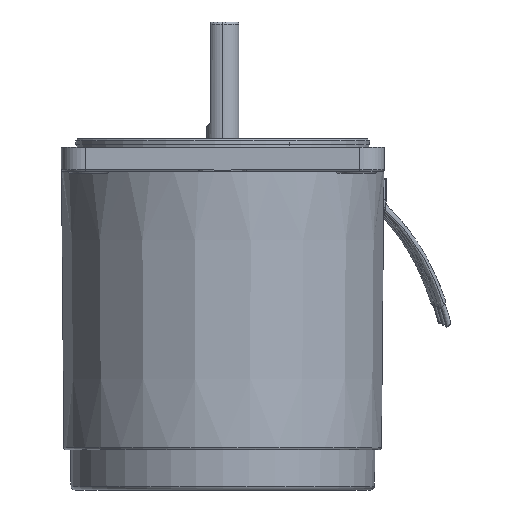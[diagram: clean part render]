
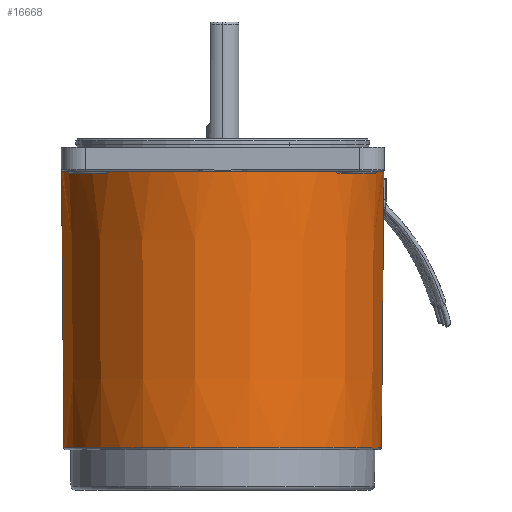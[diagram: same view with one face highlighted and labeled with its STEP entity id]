
A CAD part, left-side view. The second image highlights one B-rep face of the part: STEP entity #16668.
In plain terms, the highlighted conical face has half-angle 0.5 degrees and reference radius 39.35 mm.
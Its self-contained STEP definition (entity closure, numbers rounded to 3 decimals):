
#4041 = VECTOR ( 'NONE', #4062, 1000. ) ;
#4049 = CARTESIAN_POINT ( 'NONE',  ( 39.35, 0., -74.504 ) ) ;
#4050 = CARTESIAN_POINT ( 'NONE',  ( 0., 0., -6. ) ) ;
#4051 = AXIS2_PLACEMENT_3D ( 'NONE', #4050, #4066, #4065 ) ;
#4058 = LINE ( 'NONE', #4049, #4041 ) ;
#4062 = DIRECTION ( 'NONE',  ( 0.009, 0., 1. ) ) ;
#4065 = DIRECTION ( 'NONE',  ( 1., 0., 0. ) ) ;
#4066 = DIRECTION ( 'NONE',  ( 0., 0., 1. ) ) ;
#4079 = CIRCLE ( 'NONE', #4051, 39.948 ) ;
#4179 = CARTESIAN_POINT ( 'NONE',  ( -39.948, 0., -6. ) ) ;
#4276 = CARTESIAN_POINT ( 'NONE',  ( 5.964, 39.5, -6. ) ) ;
#4303 = DIRECTION ( 'NONE',  ( 1., 0., 0. ) ) ;
#4304 = DIRECTION ( 'NONE',  ( 0., 0., 1. ) ) ;
#4305 = CARTESIAN_POINT ( 'NONE',  ( 0., 0., -6. ) ) ;
#4306 = AXIS2_PLACEMENT_3D ( 'NONE', #4305, #4304, #4303 ) ;
#4307 = CIRCLE ( 'NONE', #4306, 39.948 ) ;
#4316 = CARTESIAN_POINT ( 'NONE',  ( 39.5, 5.964, -6. ) ) ;
#4317 = CARTESIAN_POINT ( 'NONE',  ( 39.948, 0., -6. ) ) ;
#4331 = CARTESIAN_POINT ( 'NONE',  ( 0., 0., -6. ) ) ;
#4332 = AXIS2_PLACEMENT_3D ( 'NONE', #4391, #4390, #4389 ) ;
#4333 = DIRECTION ( 'NONE',  ( 1., 0., 0. ) ) ;
#4334 = DIRECTION ( 'NONE',  ( 0., 0., 1. ) ) ;
#4335 = AXIS2_PLACEMENT_3D ( 'NONE', #4387, #4386, #4385 ) ;
#4337 = CARTESIAN_POINT ( 'NONE',  ( 39.35, 0., -74.504 ) ) ;
#4338 = VECTOR ( 'NONE', #4393, 1000. ) ;
#4339 = CARTESIAN_POINT ( 'NONE',  ( -39.35, 0., -74.504 ) ) ;
#4340 = CIRCLE ( 'NONE', #4332, 39.35 ) ;
#4341 = CIRCLE ( 'NONE', #4384, 39.948 ) ;
#4342 = AXIS2_PLACEMENT_3D ( 'NONE', #4360, #4334, #4333 ) ;
#4348 = CARTESIAN_POINT ( 'NONE',  ( -39.5, 5.964, -6. ) ) ;
#4349 = DIRECTION ( 'NONE',  ( 1., 0., 0. ) ) ;
#4350 = DIRECTION ( 'NONE',  ( 0., 0., 1. ) ) ;
#4351 = CARTESIAN_POINT ( 'NONE',  ( 0., 0., -6. ) ) ;
#4352 = AXIS2_PLACEMENT_3D ( 'NONE', #4351, #4350, #4349 ) ;
#4353 = FACE_OUTER_BOUND ( 'NONE', #16678, .T. ) ;
#4354 = CARTESIAN_POINT ( 'NONE',  ( -5.964, 39.5, -6. ) ) ;
#4355 = CARTESIAN_POINT ( 'NONE',  ( -39.35, 0., -74.504 ) ) ;
#4356 = CONICAL_SURFACE ( 'NONE', #4342, 39.35, 0.009 ) ;
#4357 = LINE ( 'NONE', #4339, #4338 ) ;
#4359 = CIRCLE ( 'NONE', #4352, 39.948 ) ;
#4360 = CARTESIAN_POINT ( 'NONE',  ( 0., 0., -74.504 ) ) ;
#4381 = DIRECTION ( 'NONE',  ( 1., 0., 0. ) ) ;
#4382 = DIRECTION ( 'NONE',  ( 0., 0., 1. ) ) ;
#4384 = AXIS2_PLACEMENT_3D ( 'NONE', #4331, #4382, #4381 ) ;
#4385 = DIRECTION ( 'NONE',  ( 1., 0., 0. ) ) ;
#4386 = DIRECTION ( 'NONE',  ( 0., 0., 1. ) ) ;
#4387 = CARTESIAN_POINT ( 'NONE',  ( 0., 0., -6. ) ) ;
#4389 = DIRECTION ( 'NONE',  ( 1., 0., 0. ) ) ;
#4390 = DIRECTION ( 'NONE',  ( 0., 0., 1. ) ) ;
#4391 = CARTESIAN_POINT ( 'NONE',  ( 0., 0., -74.504 ) ) ;
#4392 = CIRCLE ( 'NONE', #4335, 39.948 ) ;
#4393 = DIRECTION ( 'NONE',  ( -0.009, 0., 1. ) ) ;
#16597 = VERTEX_POINT ( 'NONE', #4179 ) ;
#16600 = ORIENTED_EDGE ( 'NONE', *, *, #16670, .T. ) ;
#16607 = ORIENTED_EDGE ( 'NONE', *, *, #16671, .T. ) ;
#16632 = VERTEX_POINT ( 'NONE', #4276 ) ;
#16650 = VERTEX_POINT ( 'NONE', #4317 ) ;
#16651 = VERTEX_POINT ( 'NONE', #4316 ) ;
#16652 = ORIENTED_EDGE ( 'NONE', *, *, #16672, .F. ) ;
#16653 = EDGE_CURVE ( 'NONE', #16632, #16664, #4307, .T. ) ;
#16655 = EDGE_CURVE ( 'NONE', #16676, #16650, #4058, .T. ) ;
#16656 = EDGE_CURVE ( 'NONE', #16651, #16632, #4079, .T. ) ;
#16658 = ORIENTED_EDGE ( 'NONE', *, *, #16655, .F. ) ;
#16659 = EDGE_CURVE ( 'NONE', #16650, #16651, #4359, .T. ) ;
#16661 = ORIENTED_EDGE ( 'NONE', *, *, #16659, .F. ) ;
#16663 = VERTEX_POINT ( 'NONE', #4355 ) ;
#16664 = VERTEX_POINT ( 'NONE', #4354 ) ;
#16666 = ORIENTED_EDGE ( 'NONE', *, *, #16653, .F. ) ;
#16668 = ADVANCED_FACE ( 'NONE', ( #4353 ), #4356, .T. ) ;
#16669 = VERTEX_POINT ( 'NONE', #4348 ) ;
#16670 = EDGE_CURVE ( 'NONE', #16663, #16597, #4357, .T. ) ;
#16671 = EDGE_CURVE ( 'NONE', #16676, #16663, #4340, .T. ) ;
#16672 = EDGE_CURVE ( 'NONE', #16664, #16669, #4392, .T. ) ;
#16673 = EDGE_CURVE ( 'NONE', #16669, #16597, #4341, .T. ) ;
#16674 = ORIENTED_EDGE ( 'NONE', *, *, #16656, .F. ) ;
#16675 = ORIENTED_EDGE ( 'NONE', *, *, #16673, .F. ) ;
#16676 = VERTEX_POINT ( 'NONE', #4337 ) ;
#16678 = EDGE_LOOP ( 'NONE', ( #16607, #16600, #16675, #16652, #16666, #16674, #16661, #16658 ) ) ;
